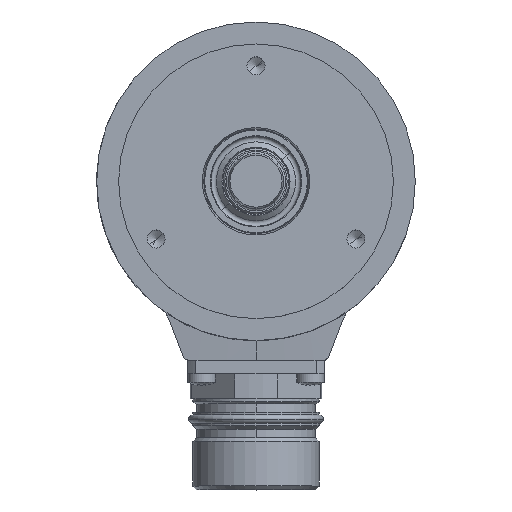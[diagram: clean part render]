
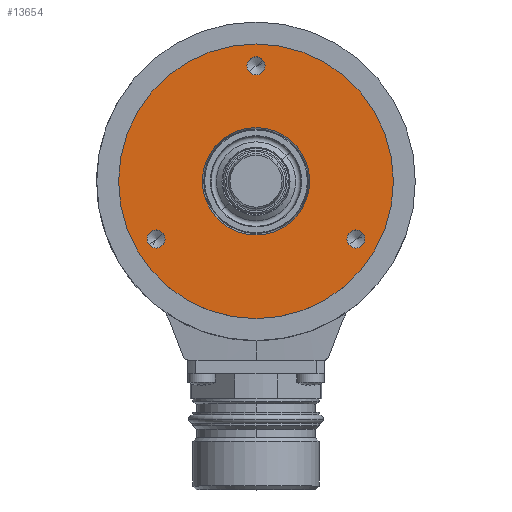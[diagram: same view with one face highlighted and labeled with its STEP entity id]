
A CAD part, top view. The second image highlights one B-rep face of the part: STEP entity #13654.
In plain terms, the highlighted planar face has unit normal (0, 0, 1).
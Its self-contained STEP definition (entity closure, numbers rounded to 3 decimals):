
#3167=CARTESIAN_POINT('',(0.,0.,30.5));
#3168=DIRECTION('',(0.,0.,1.));
#3169=DIRECTION('',(0.643,-0.766,0.));
#3170=AXIS2_PLACEMENT_3D('',#3167,#3168,#3169);
#3172=CARTESIAN_POINT('',(0.,0.,30.5));
#3173=DIRECTION('',(0.,0.,1.));
#3174=DIRECTION('',(-0.643,0.766,0.));
#3175=AXIS2_PLACEMENT_3D('',#3172,#3173,#3174);
#3177=CARTESIAN_POINT('',(0.,0.,30.5));
#3178=DIRECTION('',(0.,0.,-1.));
#3179=DIRECTION('',(0.766,0.643,0.));
#3180=AXIS2_PLACEMENT_3D('',#3177,#3178,#3179);
#3182=CARTESIAN_POINT('',(0.,0.,30.5));
#3183=DIRECTION('',(0.,0.,-1.));
#3184=DIRECTION('',(-0.766,-0.643,0.));
#3185=AXIS2_PLACEMENT_3D('',#3182,#3183,#3184);
#3187=CARTESIAN_POINT('',(-18.187,-10.5,30.5));
#3188=DIRECTION('',(0.,0.,1.));
#3189=DIRECTION('',(0.766,0.643,0.));
#3190=AXIS2_PLACEMENT_3D('',#3187,#3188,#3189);
#3192=CARTESIAN_POINT('',(-18.187,-10.5,30.5));
#3193=DIRECTION('',(0.,0.,1.));
#3194=DIRECTION('',(-0.766,-0.643,0.));
#3195=AXIS2_PLACEMENT_3D('',#3192,#3193,#3194);
#3197=CARTESIAN_POINT('',(0.,21.,30.5));
#3198=DIRECTION('',(0.,0.,1.));
#3199=DIRECTION('',(0.766,0.643,0.));
#3200=AXIS2_PLACEMENT_3D('',#3197,#3198,#3199);
#3202=CARTESIAN_POINT('',(0.,21.,30.5));
#3203=DIRECTION('',(0.,0.,1.));
#3204=DIRECTION('',(-0.766,-0.643,0.));
#3205=AXIS2_PLACEMENT_3D('',#3202,#3203,#3204);
#3207=CARTESIAN_POINT('',(18.187,-10.5,30.5));
#3208=DIRECTION('',(0.,0.,1.));
#3209=DIRECTION('',(0.766,0.643,0.));
#3210=AXIS2_PLACEMENT_3D('',#3207,#3208,#3209);
#3212=CARTESIAN_POINT('',(18.187,-10.5,30.5));
#3213=DIRECTION('',(0.,0.,1.));
#3214=DIRECTION('',(-0.766,-0.643,0.));
#3215=AXIS2_PLACEMENT_3D('',#3212,#3213,#3214);
#7356=CARTESIAN_POINT('',(7.483,6.279,30.5));
#7357=CARTESIAN_POINT('',(-7.483,-6.279,30.5));
#7358=VERTEX_POINT('',#7356);
#7359=VERTEX_POINT('',#7357);
#7364=CARTESIAN_POINT('',(16.07,-19.151,30.5));
#7365=CARTESIAN_POINT('',(-16.07,19.151,30.5));
#7366=VERTEX_POINT('',#7364);
#7367=VERTEX_POINT('',#7365);
#7406=CARTESIAN_POINT('',(-16.923,-9.439,30.5));
#7407=CARTESIAN_POINT('',(-19.451,-11.561,30.5));
#7408=VERTEX_POINT('',#7406);
#7409=VERTEX_POINT('',#7407);
#7416=CARTESIAN_POINT('',(1.264,22.061,30.5));
#7417=CARTESIAN_POINT('',(-1.264,19.939,30.5));
#7418=VERTEX_POINT('',#7416);
#7419=VERTEX_POINT('',#7417);
#7426=CARTESIAN_POINT('',(19.451,-9.439,30.5));
#7427=CARTESIAN_POINT('',(16.923,-11.561,30.5));
#7428=VERTEX_POINT('',#7426);
#7429=VERTEX_POINT('',#7427);
#13620=CARTESIAN_POINT('',(0.,0.,30.5));
#13621=DIRECTION('',(0.,0.,1.));
#13622=DIRECTION('',(0.643,-0.766,0.));
#13623=AXIS2_PLACEMENT_3D('',#13620,#13621,#13622);
#13624=PLANE('',#13623);
#13626=ORIENTED_EDGE('',*,*,#13625,.F.);
#13628=ORIENTED_EDGE('',*,*,#13627,.F.);
#13629=EDGE_LOOP('',(#13626,#13628));
#13630=FACE_OUTER_BOUND('',#13629,.F.);
#13631=ORIENTED_EDGE('',*,*,#13603,.F.);
#13633=ORIENTED_EDGE('',*,*,#13632,.F.);
#13634=EDGE_LOOP('',(#13631,#13633));
#13635=FACE_BOUND('',#13634,.F.);
#13637=ORIENTED_EDGE('',*,*,#13636,.T.);
#13639=ORIENTED_EDGE('',*,*,#13638,.T.);
#13640=EDGE_LOOP('',(#13637,#13639));
#13641=FACE_BOUND('',#13640,.F.);
#13643=ORIENTED_EDGE('',*,*,#13642,.T.);
#13645=ORIENTED_EDGE('',*,*,#13644,.T.);
#13646=EDGE_LOOP('',(#13643,#13645));
#13647=FACE_BOUND('',#13646,.F.);
#13649=ORIENTED_EDGE('',*,*,#13648,.T.);
#13651=ORIENTED_EDGE('',*,*,#13650,.T.);
#13652=EDGE_LOOP('',(#13649,#13651));
#13653=FACE_BOUND('',#13652,.F.);
#3171=CIRCLE('',#3170,25.);
#3176=CIRCLE('',#3175,25.);
#3181=CIRCLE('',#3180,9.768);
#3186=CIRCLE('',#3185,9.768);
#3191=CIRCLE('',#3190,1.65);
#3196=CIRCLE('',#3195,1.65);
#3201=CIRCLE('',#3200,1.65);
#3206=CIRCLE('',#3205,1.65);
#3211=CIRCLE('',#3210,1.65);
#3216=CIRCLE('',#3215,1.65);
#13603=EDGE_CURVE('',#7358,#7359,#3181,.T.);
#13625=EDGE_CURVE('',#7366,#7367,#3171,.T.);
#13627=EDGE_CURVE('',#7367,#7366,#3176,.T.);
#13632=EDGE_CURVE('',#7359,#7358,#3186,.T.);
#13636=EDGE_CURVE('',#7408,#7409,#3191,.T.);
#13638=EDGE_CURVE('',#7409,#7408,#3196,.T.);
#13642=EDGE_CURVE('',#7418,#7419,#3201,.T.);
#13644=EDGE_CURVE('',#7419,#7418,#3206,.T.);
#13648=EDGE_CURVE('',#7428,#7429,#3211,.T.);
#13650=EDGE_CURVE('',#7429,#7428,#3216,.T.);
#13654=ADVANCED_FACE('',(#13630,#13635,#13641,#13647,#13653),#13624,.T.);
